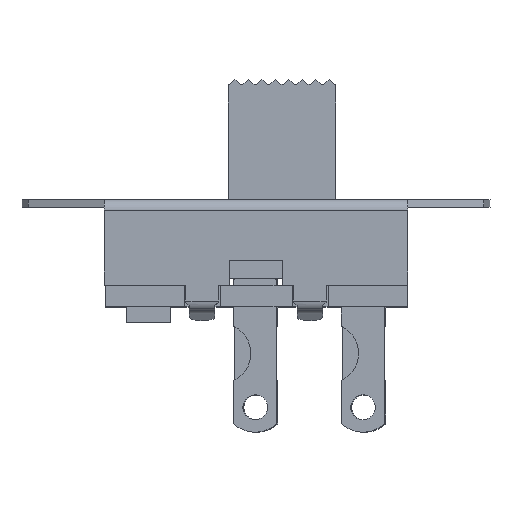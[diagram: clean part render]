
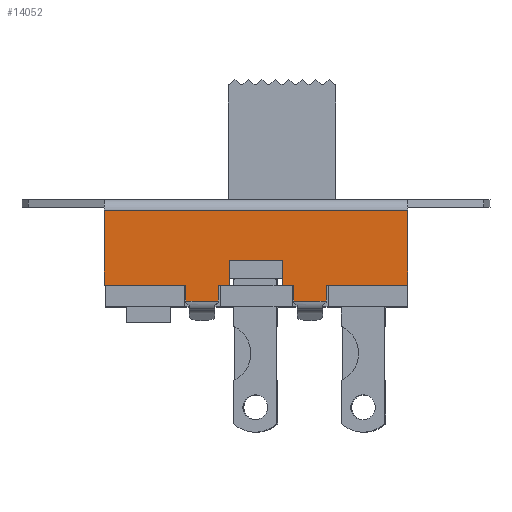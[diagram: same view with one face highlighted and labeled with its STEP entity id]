
A CAD part, top view. The second image highlights one B-rep face of the part: STEP entity #14052.
In plain terms, the highlighted planar face has unit normal (0, 0, 1).
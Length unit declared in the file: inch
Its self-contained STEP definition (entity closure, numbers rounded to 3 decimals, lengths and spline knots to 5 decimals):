
#460=PLANE('',#15182);
#1113=FACE_OUTER_BOUND('',#1833,.T.);
#1833=EDGE_LOOP('',(#11269,#11270,#11271,#11272,#11273,#11274,#11275,#11276,
#11277,#11278,#11279,#11280,#11281,#11282,#11283,#11284));
#3438=LINE('',#22033,#4942);
#3442=LINE('',#22043,#4946);
#3447=LINE('',#22052,#4951);
#3452=LINE('',#22075,#4956);
#3456=LINE('',#22085,#4960);
#3461=LINE('',#22094,#4965);
#3463=LINE('',#22099,#4967);
#3473=LINE('',#22120,#4977);
#3475=LINE('',#22125,#4979);
#3491=LINE('',#22158,#4995);
#3495=LINE('',#22167,#4999);
#3506=LINE('',#22188,#5010);
#3509=LINE('',#22194,#5013);
#3510=LINE('',#22195,#5014);
#3511=LINE('',#22197,#5015);
#3512=LINE('',#22198,#5016);
#4942=VECTOR('',#18056,0.3937);
#4946=VECTOR('',#18066,0.3937);
#4951=VECTOR('',#18075,0.3937);
#4956=VECTOR('',#18098,0.3937);
#4960=VECTOR('',#18108,0.3937);
#4965=VECTOR('',#18117,0.3937);
#4967=VECTOR('',#18121,0.3937);
#4977=VECTOR('',#18139,0.3937);
#4979=VECTOR('',#18143,0.3937);
#4995=VECTOR('',#18171,0.3937);
#4999=VECTOR('',#18179,0.3937);
#5010=VECTOR('',#18202,0.01968);
#5013=VECTOR('',#18207,0.3937);
#5014=VECTOR('',#18208,0.3937);
#5015=VECTOR('',#18209,0.3937);
#5016=VECTOR('',#18210,0.3937);
#6446=VERTEX_POINT('',#22030);
#6447=VERTEX_POINT('',#22032);
#6450=VERTEX_POINT('',#22041);
#6452=VERTEX_POINT('',#22050);
#6460=VERTEX_POINT('',#22072);
#6461=VERTEX_POINT('',#22074);
#6464=VERTEX_POINT('',#22083);
#6466=VERTEX_POINT('',#22092);
#6468=VERTEX_POINT('',#22098);
#6475=VERTEX_POINT('',#22118);
#6477=VERTEX_POINT('',#22124);
#6488=VERTEX_POINT('',#22156);
#6491=VERTEX_POINT('',#22166);
#6495=VERTEX_POINT('',#22187);
#6497=VERTEX_POINT('',#22193);
#6498=VERTEX_POINT('',#22196);
#8152=EDGE_CURVE('',#6447,#6446,#3438,.T.);
#8158=EDGE_CURVE('',#6446,#6450,#3442,.T.);
#8163=EDGE_CURVE('',#6450,#6452,#3447,.T.);
#8174=EDGE_CURVE('',#6461,#6460,#3452,.T.);
#8180=EDGE_CURVE('',#6460,#6464,#3456,.T.);
#8185=EDGE_CURVE('',#6464,#6466,#3461,.T.);
#8187=EDGE_CURVE('',#6468,#6461,#3463,.T.);
#8198=EDGE_CURVE('',#6466,#6475,#3473,.T.);
#8200=EDGE_CURVE('',#6477,#6447,#3475,.T.);
#8217=EDGE_CURVE('',#6452,#6488,#3491,.T.);
#8221=EDGE_CURVE('',#6491,#6468,#3495,.T.);
#8232=EDGE_CURVE('',#6477,#6495,#3506,.T.);
#8235=EDGE_CURVE('',#6497,#6475,#3509,.T.);
#8236=EDGE_CURVE('',#6497,#6495,#3510,.T.);
#8237=EDGE_CURVE('',#6488,#6498,#3511,.T.);
#8238=EDGE_CURVE('',#6498,#6491,#3512,.T.);
#11269=ORIENTED_EDGE('',*,*,#8187,.T.);
#11270=ORIENTED_EDGE('',*,*,#8174,.T.);
#11271=ORIENTED_EDGE('',*,*,#8180,.T.);
#11272=ORIENTED_EDGE('',*,*,#8185,.T.);
#11273=ORIENTED_EDGE('',*,*,#8198,.T.);
#11274=ORIENTED_EDGE('',*,*,#8235,.F.);
#11275=ORIENTED_EDGE('',*,*,#8236,.T.);
#11276=ORIENTED_EDGE('',*,*,#8232,.F.);
#11277=ORIENTED_EDGE('',*,*,#8200,.T.);
#11278=ORIENTED_EDGE('',*,*,#8152,.T.);
#11279=ORIENTED_EDGE('',*,*,#8158,.T.);
#11280=ORIENTED_EDGE('',*,*,#8163,.T.);
#11281=ORIENTED_EDGE('',*,*,#8217,.T.);
#11282=ORIENTED_EDGE('',*,*,#8237,.T.);
#11283=ORIENTED_EDGE('',*,*,#8238,.T.);
#11284=ORIENTED_EDGE('',*,*,#8221,.T.);
#14052=ADVANCED_FACE('',(#1113),#460,.T.);
#15182=AXIS2_PLACEMENT_3D('',#22192,#18205,#18206);
#18056=DIRECTION('',(0.,-1.,0.));
#18066=DIRECTION('',(1.,0.,0.));
#18075=DIRECTION('',(0.,1.,0.));
#18098=DIRECTION('',(0.,-1.,0.));
#18108=DIRECTION('',(1.,0.,0.));
#18117=DIRECTION('',(0.,1.,0.));
#18121=DIRECTION('',(1.,0.,0.));
#18139=DIRECTION('',(1.,0.,0.));
#18143=DIRECTION('',(1.,0.,0.));
#18171=DIRECTION('',(1.,0.,0.));
#18179=DIRECTION('',(0.,-1.,0.));
#18202=DIRECTION('',(0.,1.,0.));
#18205=DIRECTION('center_axis',(0.,0.,
1.));
#18206=DIRECTION('ref_axis',(1.,0.,0.));
#18207=DIRECTION('',(0.,-1.,0.));
#18208=DIRECTION('',(-1.,0.,0.));
#18209=DIRECTION('',(0.,1.,0.));
#18210=DIRECTION('',(1.,0.,0.));
#22030=CARTESIAN_POINT('',(0.2342,-0.56623,0.53977));
#22032=CARTESIAN_POINT('',(0.2342,-0.52005,0.53977));
#22033=CARTESIAN_POINT('',(0.2342,-0.47329,0.53977));
#22041=CARTESIAN_POINT('',(0.3282,-0.56623,0.53977));
#22043=CARTESIAN_POINT('',(0.2172,-0.56623,0.53977));
#22050=CARTESIAN_POINT('',(0.3282,-0.52005,0.53977));
#22052=CARTESIAN_POINT('',(0.3282,-0.50329,0.53977));
#22072=CARTESIAN_POINT('',(0.5462,-0.56623,0.53977));
#22074=CARTESIAN_POINT('',(0.5462,-0.52005,0.53977));
#22075=CARTESIAN_POINT('',(0.5462,-0.47329,0.53977));
#22083=CARTESIAN_POINT('',(0.6402,-0.56623,0.53977));
#22085=CARTESIAN_POINT('',(0.2172,-0.56623,0.53977));
#22092=CARTESIAN_POINT('',(0.6402,-0.52005,0.53977));
#22094=CARTESIAN_POINT('',(0.6402,-0.50329,0.53977));
#22098=CARTESIAN_POINT('',(0.5152,-0.52005,0.53977));
#22099=CARTESIAN_POINT('',(0.4762,-0.52005,0.53977));
#22118=CARTESIAN_POINT('',(0.8772,-0.52005,0.53977));
#22120=CARTESIAN_POINT('',(0.5387,-0.52005,0.53977));
#22124=CARTESIAN_POINT('',(-0.0028,-0.52005,0.53977));
#22125=CARTESIAN_POINT('',(0.2172,-0.52005,0.53977));
#22156=CARTESIAN_POINT('',(0.3592,-0.52005,0.53977));
#22158=CARTESIAN_POINT('',(0.3827,-0.52005,0.53977));
#22166=CARTESIAN_POINT('',(0.5152,-0.44749,0.53977));
#22167=CARTESIAN_POINT('',(0.5152,-0.43701,0.53977));
#22187=CARTESIAN_POINT('',(-0.0028,-0.30449,0.53977));
#22188=CARTESIAN_POINT('',(-0.0028,-0.24266,0.53977));
#22192=CARTESIAN_POINT('Origin',(0.4372,-0.42653,0.53977));
#22193=CARTESIAN_POINT('',(0.8772,-0.30449,0.53977));
#22194=CARTESIAN_POINT('',(0.8772,-0.30449,0.53977));
#22195=CARTESIAN_POINT('',(0.4372,-0.30449,0.53977));
#22196=CARTESIAN_POINT('',(0.3592,-0.44749,0.53977));
#22197=CARTESIAN_POINT('',(0.3592,-0.56248,0.53977));
#22198=CARTESIAN_POINT('',(0.3982,-0.44749,0.53977));
